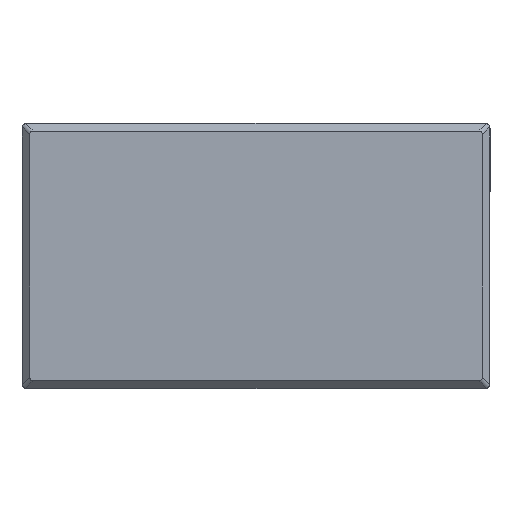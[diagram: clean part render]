
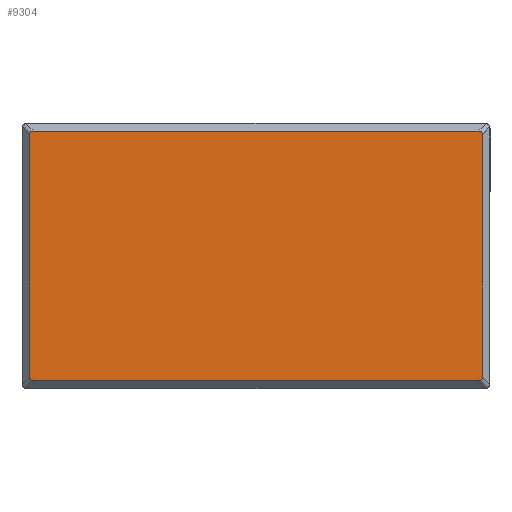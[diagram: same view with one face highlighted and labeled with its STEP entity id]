
A CAD part, top view. The second image highlights one B-rep face of the part: STEP entity #9304.
In plain terms, the highlighted face is planar.
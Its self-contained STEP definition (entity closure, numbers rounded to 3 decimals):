
#157=ELLIPSE('',#10400,2.598,1.5);
#165=ELLIPSE('',#10414,2.598,1.5);
#167=ELLIPSE('',#10419,2.598,1.5);
#168=ELLIPSE('',#10420,2.598,1.5);
#1565=FACE_OUTER_BOUND('',#2185,.T.);
#2185=EDGE_LOOP('',(#8408,#8409,#8410,#8411,#8412,#8413,#8414,#8415));
#2922=LINE('',#16071,#3654);
#2930=LINE('',#16097,#3662);
#2932=LINE('',#16105,#3664);
#2933=LINE('',#16107,#3665);
#3654=VECTOR('',#13287,10.);
#3662=VECTOR('',#13315,10.);
#3664=VECTOR('',#13323,10.);
#3665=VECTOR('',#13326,10.);
#4497=VERTEX_POINT('',#16050);
#4498=VERTEX_POINT('',#16052);
#4504=VERTEX_POINT('',#16069);
#4509=VERTEX_POINT('',#16086);
#4510=VERTEX_POINT('',#16088);
#4512=VERTEX_POINT('',#16096);
#4514=VERTEX_POINT('',#16102);
#4515=VERTEX_POINT('',#16104);
#5801=EDGE_CURVE('',#4497,#4498,#157,.T.);
#5811=EDGE_CURVE('',#4504,#4497,#2922,.T.);
#5819=EDGE_CURVE('',#4509,#4510,#165,.T.);
#5823=EDGE_CURVE('',#4510,#4512,#2930,.T.);
#5826=EDGE_CURVE('',#4514,#4504,#167,.T.);
#5827=EDGE_CURVE('',#4515,#4514,#2932,.T.);
#5828=EDGE_CURVE('',#4512,#4515,#168,.T.);
#5829=EDGE_CURVE('',#4498,#4509,#2933,.T.);
#8408=ORIENTED_EDGE('',*,*,#5801,.F.);
#8409=ORIENTED_EDGE('',*,*,#5811,.F.);
#8410=ORIENTED_EDGE('',*,*,#5826,.F.);
#8411=ORIENTED_EDGE('',*,*,#5827,.F.);
#8412=ORIENTED_EDGE('',*,*,#5828,.F.);
#8413=ORIENTED_EDGE('',*,*,#5823,.F.);
#8414=ORIENTED_EDGE('',*,*,#5819,.F.);
#8415=ORIENTED_EDGE('',*,*,#5829,.F.);
#8794=PLANE('',#10418);
#9304=ADVANCED_FACE('',(#1565),#8794,.T.);
#10400=AXIS2_PLACEMENT_3D('',#16053,#13268,#13269);
#10414=AXIS2_PLACEMENT_3D('',#16089,#13306,#13307);
#10418=AXIS2_PLACEMENT_3D('',#16101,#13319,#13320);
#10419=AXIS2_PLACEMENT_3D('',#16103,#13321,#13322);
#10420=AXIS2_PLACEMENT_3D('',#16106,#13324,#13325);
#13268=DIRECTION('center_axis',(0.,0.,1.));
#13269=DIRECTION('ref_axis',(-0.707,-0.707,0.));
#13287=DIRECTION('',(0.,-1.,0.));
#13306=DIRECTION('center_axis',(0.,0.,1.));
#13307=DIRECTION('ref_axis',(0.707,-0.707,0.));
#13315=DIRECTION('',(0.,1.,0.));
#13319=DIRECTION('center_axis',(0.,0.,-1.));
#13320=DIRECTION('ref_axis',(-1.,0.,0.));
#13321=DIRECTION('center_axis',(0.,0.,1.));
#13322=DIRECTION('ref_axis',(-0.707,0.707,0.));
#13323=DIRECTION('',(-1.,0.,0.));
#13324=DIRECTION('center_axis',(0.,0.,1.));
#13325=DIRECTION('ref_axis',(0.707,0.707,0.));
#13326=DIRECTION('',(1.,0.,0.));
#16050=CARTESIAN_POINT('',(-72.5,-38.939,-30.));
#16052=CARTESIAN_POINT('',(-71.439,-40.,-30.));
#16053=CARTESIAN_POINT('Origin',(-70.379,-37.879,-30.));
#16069=CARTESIAN_POINT('',(-72.5,38.939,-30.));
#16071=CARTESIAN_POINT('',(-72.5,-21.25,-30.));
#16086=CARTESIAN_POINT('',(71.439,-40.,-30.));
#16088=CARTESIAN_POINT('',(72.5,-38.939,-30.));
#16089=CARTESIAN_POINT('Origin',(70.379,-37.879,-30.));
#16096=CARTESIAN_POINT('',(72.5,38.939,-30.));
#16097=CARTESIAN_POINT('',(72.5,21.25,-30.));
#16101=CARTESIAN_POINT('Origin',(0.,0.,-30.));
#16102=CARTESIAN_POINT('',(-71.439,40.,-30.));
#16103=CARTESIAN_POINT('Origin',(-70.379,37.879,-30.));
#16104=CARTESIAN_POINT('',(71.439,40.,-30.));
#16105=CARTESIAN_POINT('',(-37.5,40.,-30.));
#16106=CARTESIAN_POINT('Origin',(70.379,37.879,-30.));
#16107=CARTESIAN_POINT('',(37.5,-40.,-30.));
